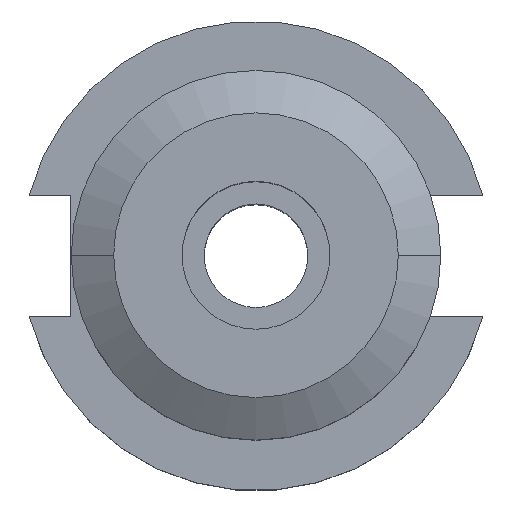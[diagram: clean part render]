
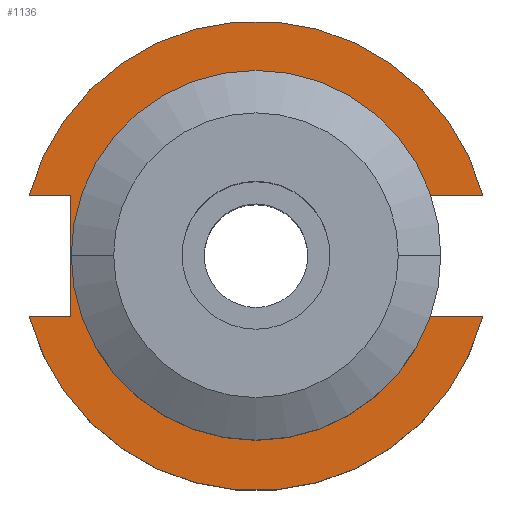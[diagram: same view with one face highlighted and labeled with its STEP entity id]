
A CAD part, top view. The second image highlights one B-rep face of the part: STEP entity #1136.
In plain terms, the highlighted planar face has unit normal (0, 0, 1).
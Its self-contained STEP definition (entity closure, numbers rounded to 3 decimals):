
#11 = DIRECTION ( 'NONE',  ( 1., 0., 0. ) ) ;
#50 = EDGE_CURVE ( 'NONE', #1304, #599, #378, .T. ) ;
#96 = EDGE_CURVE ( 'NONE', #885, #759, #1760, .T. ) ;
#118 = VERTEX_POINT ( 'NONE', #1262 ) ;
#120 = CARTESIAN_POINT ( 'NONE',  ( 22.606, 4.373, 19.05 ) ) ;
#145 = CARTESIAN_POINT ( 'NONE',  ( -30.675, 8.191, 19.05 ) ) ;
#157 = CARTESIAN_POINT ( 'NONE',  ( 22.606, -8.191, 19.05 ) ) ;
#180 = ORIENTED_EDGE ( 'NONE', *, *, #406, .F. ) ;
#239 = EDGE_CURVE ( 'NONE', #622, #885, #733, .T. ) ;
#244 = CARTESIAN_POINT ( 'NONE',  ( -25.091, -8.191, 19.05 ) ) ;
#258 = DIRECTION ( 'NONE',  ( 0., 0., -1. ) ) ;
#260 = CARTESIAN_POINT ( 'NONE',  ( 0., 0., 19.05 ) ) ;
#273 = CARTESIAN_POINT ( 'NONE',  ( 22.606, 22.225, 19.05 ) ) ;
#277 = DIRECTION ( 'NONE',  ( -1., 0., 0. ) ) ;
#321 = ORIENTED_EDGE ( 'NONE', *, *, #239, .T. ) ;
#322 = CARTESIAN_POINT ( 'NONE',  ( 0., 8.191, 19.05 ) ) ;
#354 = CARTESIAN_POINT ( 'NONE',  ( 0., 0., 19.05 ) ) ;
#378 = LINE ( 'NONE', #437, #707 ) ;
#399 = CARTESIAN_POINT ( 'NONE',  ( 0., 0., 19.05 ) ) ;
#406 = EDGE_CURVE ( 'NONE', #1807, #1091, #496, .T. ) ;
#437 = CARTESIAN_POINT ( 'NONE',  ( -25.091, 8.191, 19.05 ) ) ;
#438 = ORIENTED_EDGE ( 'NONE', *, *, #1833, .F. ) ;
#496 = LINE ( 'NONE', #1129, #1592 ) ;
#545 = VERTEX_POINT ( 'NONE', #1367 ) ;
#551 = CARTESIAN_POINT ( 'NONE',  ( 0., 0., 19.05 ) ) ;
#573 = CARTESIAN_POINT ( 'NONE',  ( 22.606, 8.191, 19.05 ) ) ;
#599 = VERTEX_POINT ( 'NONE', #244 ) ;
#607 = EDGE_LOOP ( 'NONE', ( #929, #1351, #321, #660, #438, #1683, #739, #1763, #1368, #1337, #180 ) ) ;
#622 = VERTEX_POINT ( 'NONE', #680 ) ;
#625 = DIRECTION ( 'NONE',  ( 0., 0., -1. ) ) ;
#643 = CARTESIAN_POINT ( 'NONE',  ( -61.091, 8.191, 19.05 ) ) ;
#646 = DIRECTION ( 'NONE',  ( 0., 0., 1. ) ) ;
#650 = EDGE_CURVE ( 'NONE', #545, #763, #1755, .T. ) ;
#660 = ORIENTED_EDGE ( 'NONE', *, *, #96, .T. ) ;
#674 = AXIS2_PLACEMENT_3D ( 'NONE', #260, #1389, #1225 ) ;
#680 = CARTESIAN_POINT ( 'NONE',  ( -23.025, 0., 19.05 ) ) ;
#684 = VECTOR ( 'NONE', #968, 1000. ) ;
#695 = EDGE_CURVE ( 'NONE', #118, #1091, #1796, .T. ) ;
#707 = VECTOR ( 'NONE', #995, 1000. ) ;
#733 = CIRCLE ( 'NONE', #1336, 23.025 ) ;
#739 = ORIENTED_EDGE ( 'NONE', *, *, #1115, .T. ) ;
#759 = VERTEX_POINT ( 'NONE', #573 ) ;
#763 = VERTEX_POINT ( 'NONE', #145 ) ;
#767 = DIRECTION ( 'NONE',  ( -1., 0., 0. ) ) ;
#772 = AXIS2_PLACEMENT_3D ( 'NONE', #551, #646, #1787 ) ;
#845 = VECTOR ( 'NONE', #1008, 1000. ) ;
#855 = CARTESIAN_POINT ( 'NONE',  ( 22.606, 22.225, 19.05 ) ) ;
#885 = VERTEX_POINT ( 'NONE', #120 ) ;
#894 = EDGE_CURVE ( 'NONE', #1807, #1017, #1692, .T. ) ;
#897 = DIRECTION ( 'NONE',  ( -1., 0., 0. ) ) ;
#921 = CARTESIAN_POINT ( 'NONE',  ( 30.675, -8.191, 19.05 ) ) ;
#926 = VECTOR ( 'NONE', #1401, 1000. ) ;
#929 = ORIENTED_EDGE ( 'NONE', *, *, #894, .T. ) ;
#968 = DIRECTION ( 'NONE',  ( 1., 0., 0. ) ) ;
#989 = DIRECTION ( 'NONE',  ( 0., 1., 0. ) ) ;
#995 = DIRECTION ( 'NONE',  ( 0., -1., 0. ) ) ;
#1008 = DIRECTION ( 'NONE',  ( -1., 0., 0. ) ) ;
#1017 = VERTEX_POINT ( 'NONE', #1069 ) ;
#1058 = LINE ( 'NONE', #1398, #684 ) ;
#1069 = CARTESIAN_POINT ( 'NONE',  ( 22.606, -4.373, 19.05 ) ) ;
#1091 = VERTEX_POINT ( 'NONE', #921 ) ;
#1115 = EDGE_CURVE ( 'NONE', #763, #1304, #1407, .T. ) ;
#1129 = CARTESIAN_POINT ( 'NONE',  ( 0., -8.191, 19.05 ) ) ;
#1136 = ADVANCED_FACE ( 'NONE', ( #1354 ), #1499, .F. ) ;
#1150 = AXIS2_PLACEMENT_3D ( 'NONE', #354, #625, #767 ) ;
#1179 = AXIS2_PLACEMENT_3D ( 'NONE', #1189, #1470, #897 ) ;
#1189 = CARTESIAN_POINT ( 'NONE',  ( 0., 22.225, 19.05 ) ) ;
#1201 = LINE ( 'NONE', #322, #845 ) ;
#1225 = DIRECTION ( 'NONE',  ( 1., 0., 0. ) ) ;
#1262 = CARTESIAN_POINT ( 'NONE',  ( -30.675, -8.191, 19.05 ) ) ;
#1304 = VERTEX_POINT ( 'NONE', #1733 ) ;
#1336 = AXIS2_PLACEMENT_3D ( 'NONE', #399, #258, #277 ) ;
#1337 = ORIENTED_EDGE ( 'NONE', *, *, #695, .T. ) ;
#1351 = ORIENTED_EDGE ( 'NONE', *, *, #1360, .T. ) ;
#1354 = FACE_OUTER_BOUND ( 'NONE', #607, .T. ) ;
#1360 = EDGE_CURVE ( 'NONE', #1017, #622, #1578, .T. ) ;
#1367 = CARTESIAN_POINT ( 'NONE',  ( 30.675, 8.191, 19.05 ) ) ;
#1368 = ORIENTED_EDGE ( 'NONE', *, *, #1679, .F. ) ;
#1389 = DIRECTION ( 'NONE',  ( 0., 0., 1. ) ) ;
#1398 = CARTESIAN_POINT ( 'NONE',  ( -61.091, -8.191, 19.05 ) ) ;
#1401 = DIRECTION ( 'NONE',  ( 0., 1., 0. ) ) ;
#1407 = LINE ( 'NONE', #643, #1752 ) ;
#1422 = VECTOR ( 'NONE', #989, 1000. ) ;
#1470 = DIRECTION ( 'NONE',  ( 0., 0., -1. ) ) ;
#1499 = PLANE ( 'NONE',  #1179 ) ;
#1578 = CIRCLE ( 'NONE', #1150, 23.025 ) ;
#1592 = VECTOR ( 'NONE', #11, 1000. ) ;
#1679 = EDGE_CURVE ( 'NONE', #118, #599, #1058, .T. ) ;
#1683 = ORIENTED_EDGE ( 'NONE', *, *, #650, .T. ) ;
#1692 = LINE ( 'NONE', #273, #926 ) ;
#1733 = CARTESIAN_POINT ( 'NONE',  ( -25.091, 8.191, 19.05 ) ) ;
#1752 = VECTOR ( 'NONE', #1789, 1000. ) ;
#1755 = CIRCLE ( 'NONE', #674, 31.75 ) ;
#1760 = LINE ( 'NONE', #855, #1422 ) ;
#1763 = ORIENTED_EDGE ( 'NONE', *, *, #50, .T. ) ;
#1787 = DIRECTION ( 'NONE',  ( 1., 0., 0. ) ) ;
#1789 = DIRECTION ( 'NONE',  ( 1., 0., 0. ) ) ;
#1796 = CIRCLE ( 'NONE', #772, 31.75 ) ;
#1807 = VERTEX_POINT ( 'NONE', #157 ) ;
#1833 = EDGE_CURVE ( 'NONE', #545, #759, #1201, .T. ) ;
